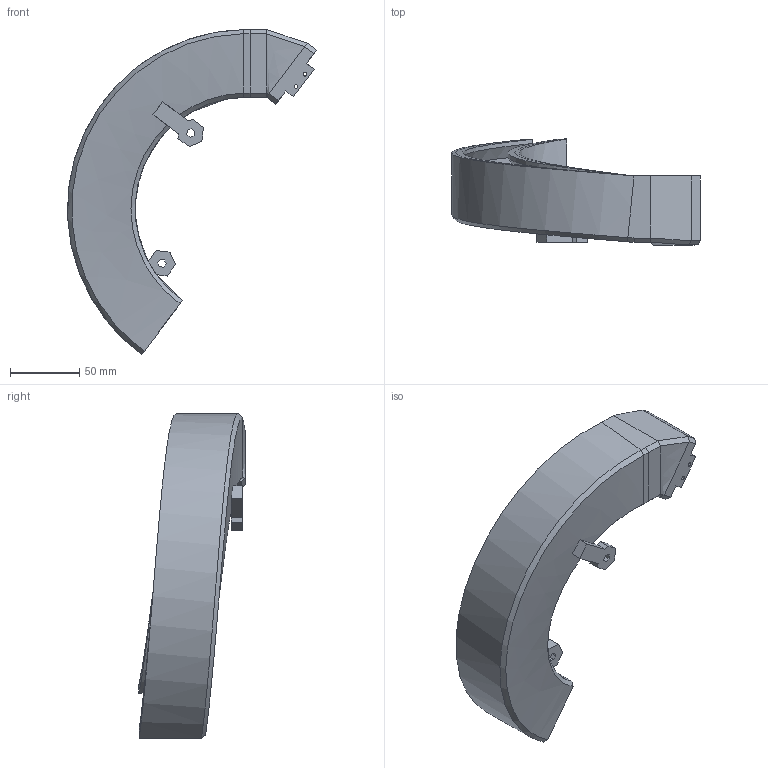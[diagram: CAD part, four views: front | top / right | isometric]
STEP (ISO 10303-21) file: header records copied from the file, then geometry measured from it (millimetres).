
FILE_DESCRIPTION (( 'STEP AP214' ), '1' );
FILE_NAME ('spiral bottom 2.0.STEP', '2025-04-05T21:17:10', ( '' ), ( '' ), 'SwSTEP 2.0', 'SolidWorks 2024', '' );
FILE_SCHEMA (( 'AUTOMOTIVE_DESIGN' ));
Length unit declared in the file: millimetre
Products named in the file (1): spiral bottom 2.0
Bounding box: 180.37 x 77.12 x 235.4 mm (x, y, z)
Volume: 160834.9 mm3; surface area: 93314.3 mm2
Topology: 1 solids, 1 shells, 110 faces, 286 edges, 179 vertices
Faces by surface type: plane 79, bspline 23, cone 4, cylinder 4
Entity records: 5455 total; most frequent: CARTESIAN_POINT 2941, ORIENTED_EDGE 572, DIRECTION 422, EDGE_CURVE 286, VECTOR 222, LINE 222, VERTEX_POINT 179, EDGE_LOOP 119
